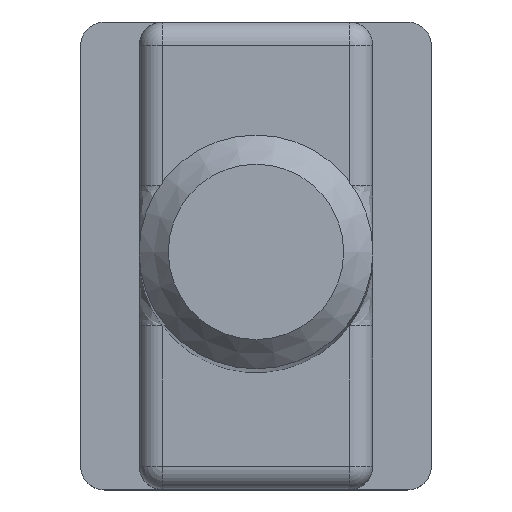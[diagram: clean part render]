
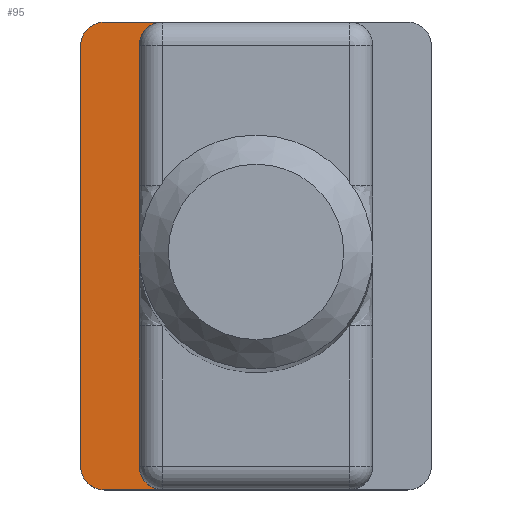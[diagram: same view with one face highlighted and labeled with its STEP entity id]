
A CAD part, top view. The second image highlights one B-rep face of the part: STEP entity #95.
In plain terms, the highlighted planar face has unit normal (0, 0, 1).
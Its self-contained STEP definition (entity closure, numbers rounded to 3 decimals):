
#95 = ADVANCED_FACE( '', ( #153 ), #154, .T. );
#153 = FACE_OUTER_BOUND( '', #803, .T. );
#154 = PLANE( '', #804 );
#803 = EDGE_LOOP( '', ( #963, #964, #965, #966, #967, #968, #969, #970 ) );
#804 = AXIS2_PLACEMENT_3D( '', #971, #972, #973 );
#963 = ORIENTED_EDGE( '', *, *, #1142, .T. );
#964 = ORIENTED_EDGE( '', *, *, #1143, .T. );
#965 = ORIENTED_EDGE( '', *, *, #1144, .T. );
#966 = ORIENTED_EDGE( '', *, *, #1145, .T. );
#967 = ORIENTED_EDGE( '', *, *, #1146, .T. );
#968 = ORIENTED_EDGE( '', *, *, #1141, .T. );
#969 = ORIENTED_EDGE( '', *, *, #1102, .F. );
#970 = ORIENTED_EDGE( '', *, *, #1147, .T. );
#971 = CARTESIAN_POINT( '', ( -15., -20., 11. ) );
#972 = DIRECTION( '', ( 0., 0., 1. ) );
#973 = DIRECTION( '', ( 1., 0., 0. ) );
#1102 = EDGE_CURVE( '', #1191, #1180, #1193, .T. );
#1141 = EDGE_CURVE( '', #1249, #1180, #1251, .F. );
#1142 = EDGE_CURVE( '', #1252, #1253, #1254, .T. );
#1143 = EDGE_CURVE( '', #1253, #1255, #1256, .T. );
#1144 = EDGE_CURVE( '', #1255, #1257, #1258, .T. );
#1145 = EDGE_CURVE( '', #1257, #1259, #1260, .T. );
#1146 = EDGE_CURVE( '', #1259, #1249, #1261, .T. );
#1147 = EDGE_CURVE( '', #1191, #1252, #1262, .F. );
#1180 = VERTEX_POINT( '', #1311 );
#1191 = VERTEX_POINT( '', #1399 );
#1193 = LINE( '', #1402, #1403 );
#1249 = VERTEX_POINT( '', #1544 );
#1251 = CIRCLE( '', #1547, 2. );
#1252 = VERTEX_POINT( '', #1548 );
#1253 = VERTEX_POINT( '', #1549 );
#1254 = LINE( '', #1550, #1551 );
#1255 = VERTEX_POINT( '', #1552 );
#1256 = CIRCLE( '', #1553, 2. );
#1257 = VERTEX_POINT( '', #1554 );
#1258 = LINE( '', #1555, #1556 );
#1259 = VERTEX_POINT( '', #1557 );
#1260 = CIRCLE( '', #1558, 2. );
#1261 = LINE( '', #1559, #1560 );
#1262 = CIRCLE( '', #1561, 2. );
#1311 = CARTESIAN_POINT( '', ( -10., -18., 11. ) );
#1399 = CARTESIAN_POINT( '', ( -10., 18., 11. ) );
#1402 = CARTESIAN_POINT( '', ( -10., 20., 11. ) );
#1403 = VECTOR( '', #1626, 1000. );
#1544 = CARTESIAN_POINT( '', ( -8., -20., 11. ) );
#1547 = AXIS2_PLACEMENT_3D( '', #1711, #1712, #1713 );
#1548 = CARTESIAN_POINT( '', ( -8., 20., 11. ) );
#1549 = CARTESIAN_POINT( '', ( -13., 20., 11. ) );
#1550 = CARTESIAN_POINT( '', ( 15., 20., 11. ) );
#1551 = VECTOR( '', #1714, 1000. );
#1552 = CARTESIAN_POINT( '', ( -15., 18., 11. ) );
#1553 = AXIS2_PLACEMENT_3D( '', #1715, #1716, #1717 );
#1554 = CARTESIAN_POINT( '', ( -15., -18., 11. ) );
#1555 = CARTESIAN_POINT( '', ( -15., 20., 11. ) );
#1556 = VECTOR( '', #1718, 1000. );
#1557 = CARTESIAN_POINT( '', ( -13., -20., 11. ) );
#1558 = AXIS2_PLACEMENT_3D( '', #1719, #1720, #1721 );
#1559 = CARTESIAN_POINT( '', ( -15., -20., 11. ) );
#1560 = VECTOR( '', #1722, 1000. );
#1561 = AXIS2_PLACEMENT_3D( '', #1723, #1724, #1725 );
#1626 = DIRECTION( '', ( 0., -1., 0. ) );
#1711 = CARTESIAN_POINT( '', ( -8., -18., 11. ) );
#1712 = DIRECTION( '', ( 0., 0., 1. ) );
#1713 = DIRECTION( '', ( 1., 0., 0. ) );
#1714 = DIRECTION( '', ( -1., 0., 0. ) );
#1715 = CARTESIAN_POINT( '', ( -13., 18., 11. ) );
#1716 = DIRECTION( '', ( 0., 0., 1. ) );
#1717 = DIRECTION( '', ( 1., 0., 0. ) );
#1718 = DIRECTION( '', ( 0., -1., 0. ) );
#1719 = CARTESIAN_POINT( '', ( -13., -18., 11. ) );
#1720 = DIRECTION( '', ( 0., 0., 1. ) );
#1721 = DIRECTION( '', ( 1., 0., 0. ) );
#1722 = DIRECTION( '', ( 1., 0., 0. ) );
#1723 = CARTESIAN_POINT( '', ( -8., 18., 11. ) );
#1724 = DIRECTION( '', ( 0., 0., 1. ) );
#1725 = DIRECTION( '', ( 1., 0., 0. ) );
